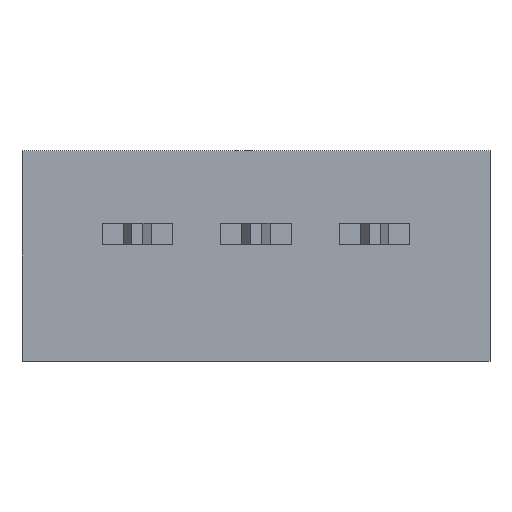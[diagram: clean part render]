
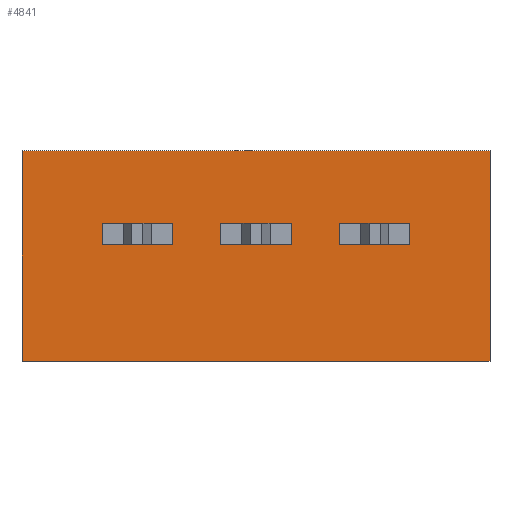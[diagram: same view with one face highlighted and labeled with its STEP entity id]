
A CAD part, front view. The second image highlights one B-rep face of the part: STEP entity #4841.
In plain terms, the highlighted planar face has unit normal (0, -1, 0).
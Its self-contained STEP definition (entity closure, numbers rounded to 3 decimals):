
#4164 = PLANE('',#4165);
#4165 = AXIS2_PLACEMENT_3D('',#4166,#4167,#4168);
#4166 = CARTESIAN_POINT('',(-5.,-8.7,0.));
#4167 = DIRECTION('',(-1.,0.,0.));
#4168 = DIRECTION('',(0.,1.,0.));
#4220 = PLANE('',#4221);
#4221 = AXIS2_PLACEMENT_3D('',#4222,#4223,#4224);
#4222 = CARTESIAN_POINT('',(5.,0.,0.));
#4223 = DIRECTION('',(1.,0.,0.));
#4224 = DIRECTION('',(0.,-1.,0.));
#4248 = PLANE('',#4249);
#4249 = AXIS2_PLACEMENT_3D('',#4250,#4251,#4252);
#4250 = CARTESIAN_POINT('',(0.,-4.35,0.));
#4251 = DIRECTION('',(0.,0.,-1.));
#4252 = DIRECTION('',(-1.,0.,0.));
#4370 = VERTEX_POINT('',#4371);
#4371 = CARTESIAN_POINT('',(-5.,-8.7,0.));
#4392 = EDGE_CURVE('',#4370,#4393,#4395,.T.);
#4393 = VERTEX_POINT('',#4394);
#4394 = CARTESIAN_POINT('',(-5.,-8.7,4.5));
#4395 = SURFACE_CURVE('',#4396,(#4400,#4407),.PCURVE_S1.);
#4396 = LINE('',#4397,#4398);
#4397 = CARTESIAN_POINT('',(-5.,-8.7,0.));
#4398 = VECTOR('',#4399,1.);
#4399 = DIRECTION('',(0.,0.,1.));
#4400 = PCURVE('',#4164,#4401);
#4401 = DEFINITIONAL_REPRESENTATION('',(#4402),#4406);
#4402 = LINE('',#4403,#4404);
#4403 = CARTESIAN_POINT('',(0.,0.));
#4404 = VECTOR('',#4405,1.);
#4405 = DIRECTION('',(0.,-1.));
#4406 = ( GEOMETRIC_REPRESENTATION_CONTEXT(2) 
PARAMETRIC_REPRESENTATION_CONTEXT() REPRESENTATION_CONTEXT('2D SPACE',''
  ) );
#4407 = PCURVE('',#4408,#4413);
#4408 = PLANE('',#4409);
#4409 = AXIS2_PLACEMENT_3D('',#4410,#4411,#4412);
#4410 = CARTESIAN_POINT('',(5.,-8.7,0.));
#4411 = DIRECTION('',(0.,-1.,0.));
#4412 = DIRECTION('',(-1.,0.,0.));
#4413 = DEFINITIONAL_REPRESENTATION('',(#4414),#4418);
#4414 = LINE('',#4415,#4416);
#4415 = CARTESIAN_POINT('',(10.,0.));
#4416 = VECTOR('',#4417,1.);
#4417 = DIRECTION('',(0.,-1.));
#4418 = ( GEOMETRIC_REPRESENTATION_CONTEXT(2) 
PARAMETRIC_REPRESENTATION_CONTEXT() REPRESENTATION_CONTEXT('2D SPACE',''
  ) );
#4436 = PLANE('',#4437);
#4437 = AXIS2_PLACEMENT_3D('',#4438,#4439,#4440);
#4438 = CARTESIAN_POINT('',(0.,-4.35,4.5));
#4439 = DIRECTION('',(0.,0.,-1.));
#4440 = DIRECTION('',(-1.,0.,0.));
#4548 = VERTEX_POINT('',#4549);
#4549 = CARTESIAN_POINT('',(5.,-8.7,0.));
#4570 = EDGE_CURVE('',#4548,#4370,#4571,.T.);
#4571 = SURFACE_CURVE('',#4572,(#4576,#4583),.PCURVE_S1.);
#4572 = LINE('',#4573,#4574);
#4573 = CARTESIAN_POINT('',(5.,-8.7,0.));
#4574 = VECTOR('',#4575,1.);
#4575 = DIRECTION('',(-1.,0.,0.));
#4576 = PCURVE('',#4248,#4577);
#4577 = DEFINITIONAL_REPRESENTATION('',(#4578),#4582);
#4578 = LINE('',#4579,#4580);
#4579 = CARTESIAN_POINT('',(-5.,-4.35));
#4580 = VECTOR('',#4581,1.);
#4581 = DIRECTION('',(1.,0.));
#4582 = ( GEOMETRIC_REPRESENTATION_CONTEXT(2) 
PARAMETRIC_REPRESENTATION_CONTEXT() REPRESENTATION_CONTEXT('2D SPACE',''
  ) );
#4583 = PCURVE('',#4408,#4584);
#4584 = DEFINITIONAL_REPRESENTATION('',(#4585),#4589);
#4585 = LINE('',#4586,#4587);
#4586 = CARTESIAN_POINT('',(0.,0.));
#4587 = VECTOR('',#4588,1.);
#4588 = DIRECTION('',(1.,0.));
#4589 = ( GEOMETRIC_REPRESENTATION_CONTEXT(2) 
PARAMETRIC_REPRESENTATION_CONTEXT() REPRESENTATION_CONTEXT('2D SPACE',''
  ) );
#4744 = VERTEX_POINT('',#4745);
#4745 = CARTESIAN_POINT('',(5.,-8.7,4.5));
#4766 = EDGE_CURVE('',#4548,#4744,#4767,.T.);
#4767 = SURFACE_CURVE('',#4768,(#4772,#4779),.PCURVE_S1.);
#4768 = LINE('',#4769,#4770);
#4769 = CARTESIAN_POINT('',(5.,-8.7,0.));
#4770 = VECTOR('',#4771,1.);
#4771 = DIRECTION('',(0.,0.,1.));
#4772 = PCURVE('',#4220,#4773);
#4773 = DEFINITIONAL_REPRESENTATION('',(#4774),#4778);
#4774 = LINE('',#4775,#4776);
#4775 = CARTESIAN_POINT('',(8.7,0.));
#4776 = VECTOR('',#4777,1.);
#4777 = DIRECTION('',(0.,-1.));
#4778 = ( GEOMETRIC_REPRESENTATION_CONTEXT(2) 
PARAMETRIC_REPRESENTATION_CONTEXT() REPRESENTATION_CONTEXT('2D SPACE',''
  ) );
#4779 = PCURVE('',#4408,#4780);
#4780 = DEFINITIONAL_REPRESENTATION('',(#4781),#4785);
#4781 = LINE('',#4782,#4783);
#4782 = CARTESIAN_POINT('',(0.,0.));
#4783 = VECTOR('',#4784,1.);
#4784 = DIRECTION('',(0.,-1.));
#4785 = ( GEOMETRIC_REPRESENTATION_CONTEXT(2) 
PARAMETRIC_REPRESENTATION_CONTEXT() REPRESENTATION_CONTEXT('2D SPACE',''
  ) );
#4819 = EDGE_CURVE('',#4744,#4393,#4820,.T.);
#4820 = SURFACE_CURVE('',#4821,(#4825,#4832),.PCURVE_S1.);
#4821 = LINE('',#4822,#4823);
#4822 = CARTESIAN_POINT('',(5.,-8.7,4.5));
#4823 = VECTOR('',#4824,1.);
#4824 = DIRECTION('',(-1.,0.,0.));
#4825 = PCURVE('',#4436,#4826);
#4826 = DEFINITIONAL_REPRESENTATION('',(#4827),#4831);
#4827 = LINE('',#4828,#4829);
#4828 = CARTESIAN_POINT('',(-5.,-4.35));
#4829 = VECTOR('',#4830,1.);
#4830 = DIRECTION('',(1.,0.));
#4831 = ( GEOMETRIC_REPRESENTATION_CONTEXT(2) 
PARAMETRIC_REPRESENTATION_CONTEXT() REPRESENTATION_CONTEXT('2D SPACE',''
  ) );
#4832 = PCURVE('',#4408,#4833);
#4833 = DEFINITIONAL_REPRESENTATION('',(#4834),#4838);
#4834 = LINE('',#4835,#4836);
#4835 = CARTESIAN_POINT('',(0.,-4.5));
#4836 = VECTOR('',#4837,1.);
#4837 = DIRECTION('',(1.,0.));
#4838 = ( GEOMETRIC_REPRESENTATION_CONTEXT(2) 
PARAMETRIC_REPRESENTATION_CONTEXT() REPRESENTATION_CONTEXT('2D SPACE',''
  ) );
#4841 = ADVANCED_FACE('',(#4842),#4408,.T.);
#4842 = FACE_BOUND('',#4843,.T.);
#4843 = EDGE_LOOP('',(#4844,#4845,#4846,#4847));
#4844 = ORIENTED_EDGE('',*,*,#4766,.T.);
#4845 = ORIENTED_EDGE('',*,*,#4819,.T.);
#4846 = ORIENTED_EDGE('',*,*,#4392,.F.);
#4847 = ORIENTED_EDGE('',*,*,#4570,.F.);
